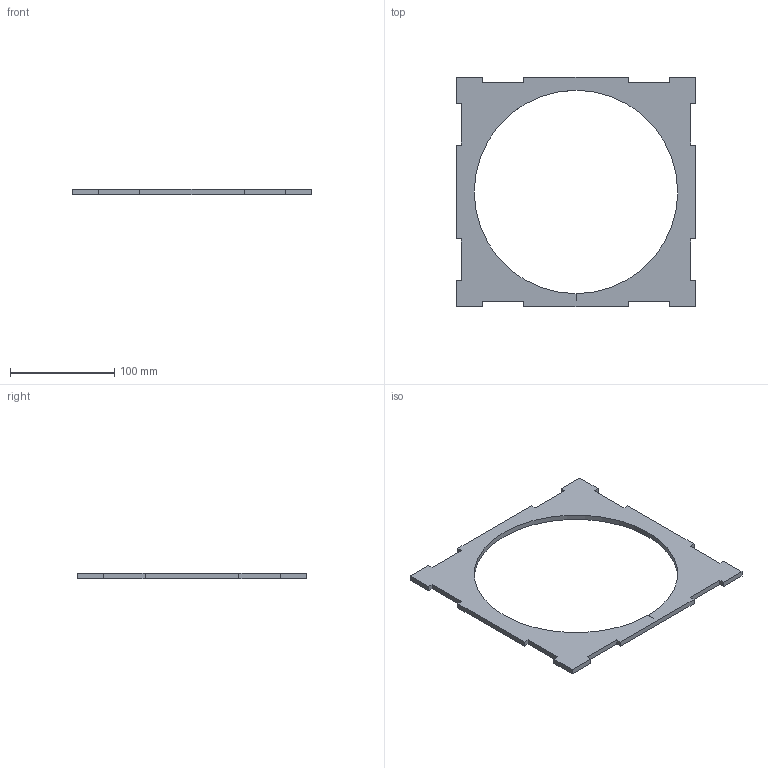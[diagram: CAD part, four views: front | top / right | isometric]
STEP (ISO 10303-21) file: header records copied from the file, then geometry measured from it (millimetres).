
FILE_DESCRIPTION(/* description */ (''),/* implementation_level */ '2;1');
FILE_NAME(/* name */ 'idkBruh v5.step',/* time_stamp */ '2022-02-27T23:25:51+00:00',/* author */ (''),/* organization */ (''),/* preprocessor_version */ 'ST-DEVELOPER v18.1',/* originating_system */ 'Autodesk Translation Framework v10.13.0.1454',/* authorisation */ '');
FILE_SCHEMA (('AUTOMOTIVE_DESIGN { 1 0 10303 214 3 1 1 }'));
Length unit declared in the file: millimetre
Products named in the file (1): idkBruh
Bounding box: 230 x 220 x 5 mm (x, y, z)
Volume: 95673.7 mm3; surface area: 46302.1 mm2
Topology: 1 solids, 1 shells, 42 faces, 120 edges, 80 vertices
Faces by surface type: plane 41, cylinder 1
Full cylindrical faces by diameter (mm): 195 x1
Entity records: 1383 total; most frequent: CARTESIAN_POINT 243, ORIENTED_EDGE 240, DIRECTION 208, EDGE_CURVE 120, LINE 118, VECTOR 118, VERTEX_POINT 80, AXIS2_PLACEMENT_3D 45
